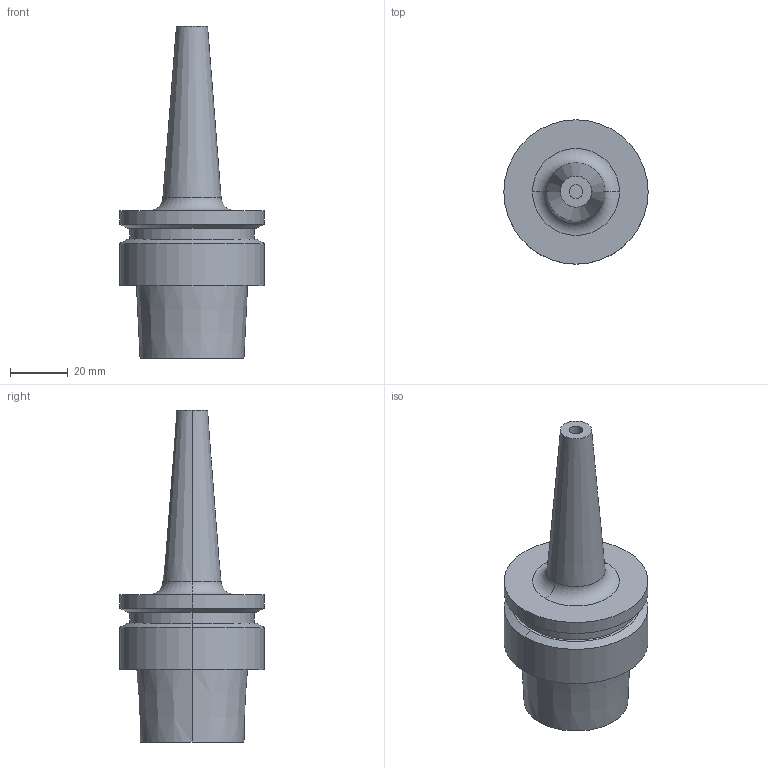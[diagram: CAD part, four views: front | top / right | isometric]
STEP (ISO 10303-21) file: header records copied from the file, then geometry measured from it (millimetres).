
FILE_DESCRIPTION (( 'STEP AP203' ), '1' );
FILE_NAME ('STP-39016-E.STEP', '2019-06-03T01:31:13', ( '' ), ( '' ), 'SwSTEP 2.0', 'SolidWorks 2017', '' );
FILE_SCHEMA (( 'CONFIG_CONTROL_DESIGN' ));
Length unit declared in the file: millimetre
Products named in the file (1): STP-39016-E
Bounding box: 50 x 50 x 115 mm (x, y, z)
Volume: 66113.3 mm3; surface area: 18271.6 mm2
Topology: 1 solids, 1 shells, 42 faces, 82 edges, 50 vertices
Faces by surface type: cylinder 18, cone 10, plane 10, torus 4
Entity records: 1165 total; most frequent: DIRECTION 222, CARTESIAN_POINT 175, ORIENTED_EDGE 164, AXIS2_PLACEMENT_3D 97, EDGE_CURVE 82, CIRCLE 54, VERTEX_POINT 50, EDGE_LOOP 50
